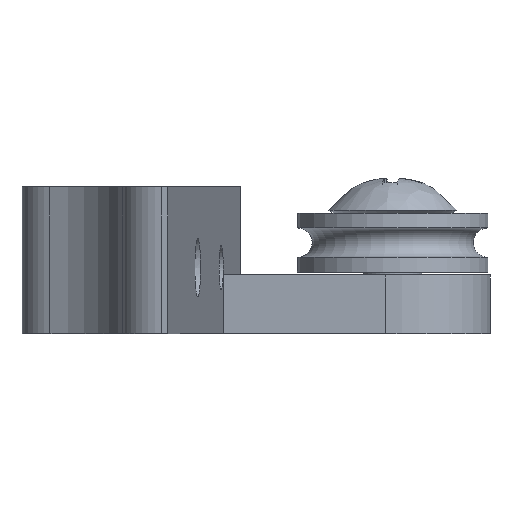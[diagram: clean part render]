
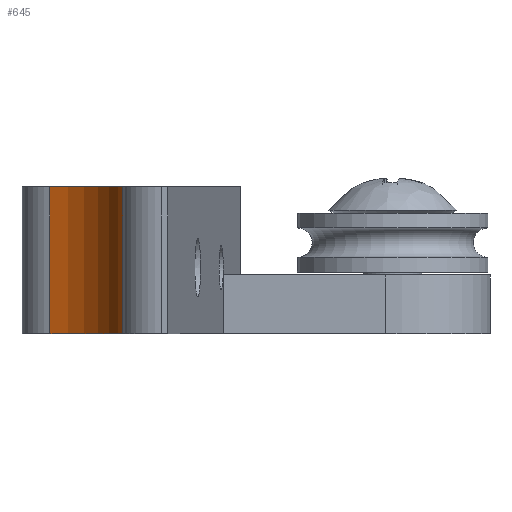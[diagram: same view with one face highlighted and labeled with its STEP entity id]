
A CAD part, left-side view. The second image highlights one B-rep face of the part: STEP entity #645.
In plain terms, the highlighted cylindrical face has radius 8 mm (diameter 16 mm), a partial arc.
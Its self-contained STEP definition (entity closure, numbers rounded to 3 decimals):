
#45 = PLANE('',#46);
#46 = AXIS2_PLACEMENT_3D('',#47,#48,#49);
#47 = CARTESIAN_POINT('',(-6.585,15.59,5.5));
#48 = DIRECTION('',(0.,0.,1.));
#49 = DIRECTION('',(-0.995,0.097,0.
    ));
#237 = VERTEX_POINT('',#238);
#238 = CARTESIAN_POINT('',(-25.998,21.246,5.5));
#257 = CYLINDRICAL_SURFACE('',#258,3.);
#258 = AXIS2_PLACEMENT_3D('',#259,#260,#261);
#259 = CARTESIAN_POINT('',(-23.205,20.153,-4.5));
#260 = DIRECTION('',(0.,0.,1.));
#261 = DIRECTION('',(-0.523,0.852,0.)
  );
#269 = EDGE_CURVE('',#237,#270,#272,.T.);
#270 = VERTEX_POINT('',#271);
#271 = CARTESIAN_POINT('',(-32.02,16.289,5.5));
#272 = SURFACE_CURVE('',#273,(#278,#289),.PCURVE_S1.);
#273 = CIRCLE('',#274,8.);
#274 = AXIS2_PLACEMENT_3D('',#275,#276,#277);
#275 = CARTESIAN_POINT('',(-33.449,24.16,5.5));
#276 = DIRECTION('',(0.,0.,-1.));
#277 = DIRECTION('',(0.097,0.995,
    0.));
#278 = PCURVE('',#45,#279);
#279 = DEFINITIONAL_REPRESENTATION('',(#280),#288);
#280 = ( BOUNDED_CURVE() B_SPLINE_CURVE(2,(#281,#282,#283,#284,#285,#286
,#287),.UNSPECIFIED.,.T.,.F.) B_SPLINE_CURVE_WITH_KNOTS((1,2,2,2,2,1),(
    -2.094,0.,2.094,4.189,6.283,
8.378),.UNSPECIFIED.) CURVE() GEOMETRIC_REPRESENTATION_ITEM() 
RATIONAL_B_SPLINE_CURVE((1.,0.5,1.,0.5,1.,0.5,1.)) REPRESENTATION_ITEM(
  '') );
#281 = CARTESIAN_POINT('',(27.565,-13.937));
#282 = CARTESIAN_POINT('',(13.709,-13.937));
#283 = CARTESIAN_POINT('',(20.637,-1.937));
#284 = CARTESIAN_POINT('',(27.565,10.063));
#285 = CARTESIAN_POINT('',(34.494,-1.937));
#286 = CARTESIAN_POINT('',(41.422,-13.937));
#287 = CARTESIAN_POINT('',(27.565,-13.937));
#288 = ( GEOMETRIC_REPRESENTATION_CONTEXT(2) 
PARAMETRIC_REPRESENTATION_CONTEXT() REPRESENTATION_CONTEXT('2D SPACE',''
  ) );
#289 = PCURVE('',#290,#295);
#290 = CYLINDRICAL_SURFACE('',#291,8.);
#291 = AXIS2_PLACEMENT_3D('',#292,#293,#294);
#292 = CARTESIAN_POINT('',(-33.449,24.16,-4.5));
#293 = DIRECTION('',(0.,0.,1.));
#294 = DIRECTION('',(0.097,0.995,
    0.));
#295 = DEFINITIONAL_REPRESENTATION('',(#296),#300);
#296 = LINE('',#297,#298);
#297 = CARTESIAN_POINT('',(6.283,10.));
#298 = VECTOR('',#299,1.);
#299 = DIRECTION('',(-1.,0.));
#300 = ( GEOMETRIC_REPRESENTATION_CONTEXT(2) 
PARAMETRIC_REPRESENTATION_CONTEXT() REPRESENTATION_CONTEXT('2D SPACE',''
  ) );
#323 = CYLINDRICAL_SURFACE('',#324,3.);
#324 = AXIS2_PLACEMENT_3D('',#325,#326,#327);
#325 = CARTESIAN_POINT('',(-31.484,13.337,-4.5));
#326 = DIRECTION('',(0.,0.,1.));
#327 = DIRECTION('',(-0.736,0.677,0.)
  );
#490 = PLANE('',#491);
#491 = AXIS2_PLACEMENT_3D('',#492,#493,#494);
#492 = CARTESIAN_POINT('',(-6.585,15.59,-4.5));
#493 = DIRECTION('',(0.,0.,1.));
#494 = DIRECTION('',(-0.995,0.097,
    0.));
#578 = EDGE_CURVE('',#270,#579,#581,.T.);
#579 = VERTEX_POINT('',#580);
#580 = CARTESIAN_POINT('',(-32.02,16.289,-4.5));
#581 = SURFACE_CURVE('',#582,(#586,#593),.PCURVE_S1.);
#582 = LINE('',#583,#584);
#583 = CARTESIAN_POINT('',(-32.02,16.289,-4.5));
#584 = VECTOR('',#585,1.);
#585 = DIRECTION('',(0.,0.,-1.));
#586 = PCURVE('',#323,#587);
#587 = DEFINITIONAL_REPRESENTATION('',(#588),#592);
#588 = LINE('',#589,#590);
#589 = CARTESIAN_POINT('',(5.636,0.));
#590 = VECTOR('',#591,1.);
#591 = DIRECTION('',(0.,-1.));
#592 = ( GEOMETRIC_REPRESENTATION_CONTEXT(2) 
PARAMETRIC_REPRESENTATION_CONTEXT() REPRESENTATION_CONTEXT('2D SPACE',''
  ) );
#593 = PCURVE('',#290,#594);
#594 = DEFINITIONAL_REPRESENTATION('',(#595),#599);
#595 = LINE('',#596,#597);
#596 = CARTESIAN_POINT('',(3.418,0.));
#597 = VECTOR('',#598,1.);
#598 = DIRECTION('',(0.,-1.));
#599 = ( GEOMETRIC_REPRESENTATION_CONTEXT(2) 
PARAMETRIC_REPRESENTATION_CONTEXT() REPRESENTATION_CONTEXT('2D SPACE',''
  ) );
#645 = ADVANCED_FACE('',(#646),#290,.F.);
#646 = FACE_BOUND('',#647,.F.);
#647 = EDGE_LOOP('',(#648,#676,#697,#698));
#648 = ORIENTED_EDGE('',*,*,#649,.F.);
#649 = EDGE_CURVE('',#650,#579,#652,.T.);
#650 = VERTEX_POINT('',#651);
#651 = CARTESIAN_POINT('',(-25.998,21.246,-4.5));
#652 = SURFACE_CURVE('',#653,(#658,#665),.PCURVE_S1.);
#653 = CIRCLE('',#654,8.);
#654 = AXIS2_PLACEMENT_3D('',#655,#656,#657);
#655 = CARTESIAN_POINT('',(-33.449,24.16,-4.5));
#656 = DIRECTION('',(0.,0.,-1.));
#657 = DIRECTION('',(0.097,0.995,
    0.));
#658 = PCURVE('',#290,#659);
#659 = DEFINITIONAL_REPRESENTATION('',(#660),#664);
#660 = LINE('',#661,#662);
#661 = CARTESIAN_POINT('',(6.283,0.));
#662 = VECTOR('',#663,1.);
#663 = DIRECTION('',(-1.,0.));
#664 = ( GEOMETRIC_REPRESENTATION_CONTEXT(2) 
PARAMETRIC_REPRESENTATION_CONTEXT() REPRESENTATION_CONTEXT('2D SPACE',''
  ) );
#665 = PCURVE('',#490,#666);
#666 = DEFINITIONAL_REPRESENTATION('',(#667),#675);
#667 = ( BOUNDED_CURVE() B_SPLINE_CURVE(2,(#668,#669,#670,#671,#672,#673
,#674),.UNSPECIFIED.,.T.,.F.) B_SPLINE_CURVE_WITH_KNOTS((1,2,2,2,2,1),(
    -2.094,0.,2.094,4.189,6.283,
8.378),.UNSPECIFIED.) CURVE() GEOMETRIC_REPRESENTATION_ITEM() 
RATIONAL_B_SPLINE_CURVE((1.,0.5,1.,0.5,1.,0.5,1.)) REPRESENTATION_ITEM(
  '') );
#668 = CARTESIAN_POINT('',(27.565,-13.937));
#669 = CARTESIAN_POINT('',(13.709,-13.937));
#670 = CARTESIAN_POINT('',(20.637,-1.937));
#671 = CARTESIAN_POINT('',(27.565,10.063));
#672 = CARTESIAN_POINT('',(34.494,-1.937));
#673 = CARTESIAN_POINT('',(41.422,-13.937));
#674 = CARTESIAN_POINT('',(27.565,-13.937));
#675 = ( GEOMETRIC_REPRESENTATION_CONTEXT(2) 
PARAMETRIC_REPRESENTATION_CONTEXT() REPRESENTATION_CONTEXT('2D SPACE',''
  ) );
#676 = ORIENTED_EDGE('',*,*,#677,.T.);
#677 = EDGE_CURVE('',#650,#237,#678,.T.);
#678 = SURFACE_CURVE('',#679,(#683,#690),.PCURVE_S1.);
#679 = LINE('',#680,#681);
#680 = CARTESIAN_POINT('',(-25.998,21.246,-4.5));
#681 = VECTOR('',#682,1.);
#682 = DIRECTION('',(0.,0.,1.));
#683 = PCURVE('',#290,#684);
#684 = DEFINITIONAL_REPRESENTATION('',(#685),#689);
#685 = LINE('',#686,#687);
#686 = CARTESIAN_POINT('',(4.436,0.));
#687 = VECTOR('',#688,1.);
#688 = DIRECTION('',(0.,1.));
#689 = ( GEOMETRIC_REPRESENTATION_CONTEXT(2) 
PARAMETRIC_REPRESENTATION_CONTEXT() REPRESENTATION_CONTEXT('2D SPACE',''
  ) );
#690 = PCURVE('',#257,#691);
#691 = DEFINITIONAL_REPRESENTATION('',(#692),#696);
#692 = LINE('',#693,#694);
#693 = CARTESIAN_POINT('',(6.93,0.));
#694 = VECTOR('',#695,1.);
#695 = DIRECTION('',(0.,1.));
#696 = ( GEOMETRIC_REPRESENTATION_CONTEXT(2) 
PARAMETRIC_REPRESENTATION_CONTEXT() REPRESENTATION_CONTEXT('2D SPACE',''
  ) );
#697 = ORIENTED_EDGE('',*,*,#269,.T.);
#698 = ORIENTED_EDGE('',*,*,#578,.T.);
